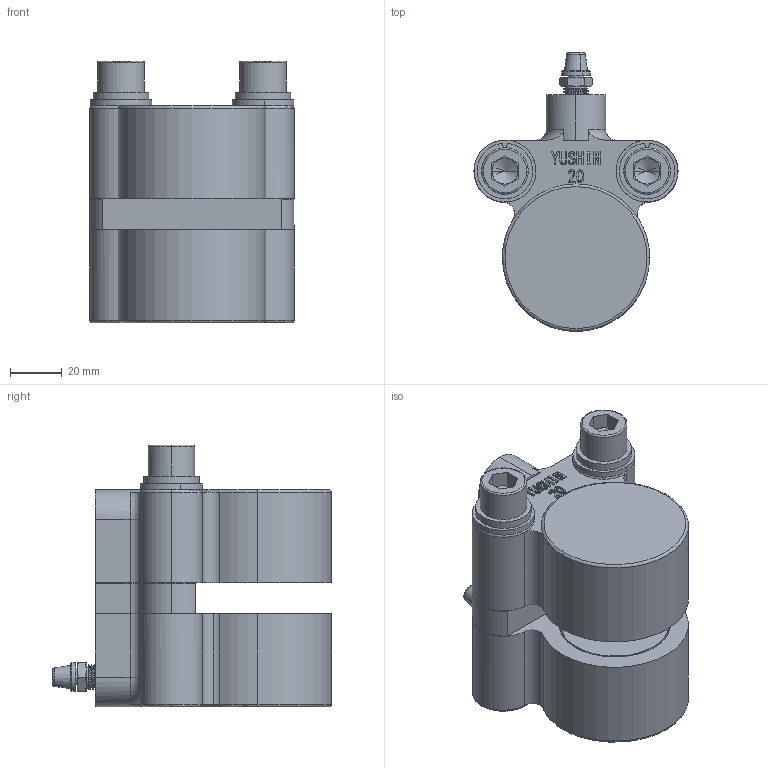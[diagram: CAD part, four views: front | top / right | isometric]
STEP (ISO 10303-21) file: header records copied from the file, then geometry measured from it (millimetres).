
FILE_DESCRIPTION (( 'STEP AP203' ), '1' );
FILE_NAME ('DBL-20(Web—p).STEP', '2024-10-31T07:19:03', ( '' ), ( '' ), 'SwSTEP 2.0', 'SolidWorks 2024', '' );
FILE_SCHEMA (( 'CONFIG_CONTROL_DESIGN' ));
Length unit declared in the file: millimetre
Products named in the file (1): DBL-20(Web用)
Bounding box: 79 x 108.07 x 101.3 mm (x, y, z)
Volume: 355723.3 mm3; surface area: 44543.7 mm2
Topology: 1 solids, 1 shells, 547 faces, 1409 edges, 897 vertices
Faces by surface type: plane 271, bspline 119, cylinder 75, cone 58, torus 24
Entity records: 22192 total; most frequent: CARTESIAN_POINT 9592, ORIENTED_EDGE 2802, DIRECTION 2238, EDGE_CURVE 1401, VERTEX_POINT 897, LINE 810, VECTOR 810, AXIS2_PLACEMENT_3D 714
